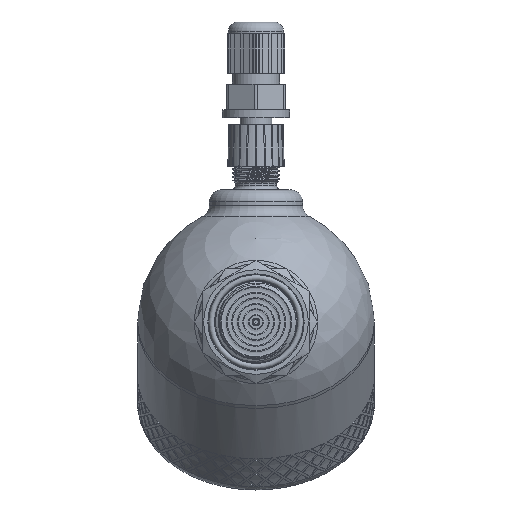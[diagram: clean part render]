
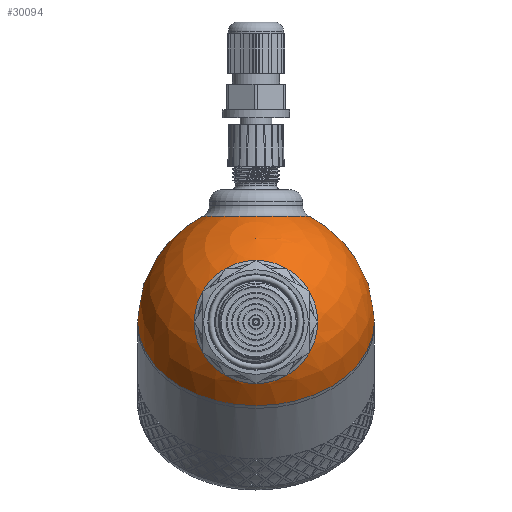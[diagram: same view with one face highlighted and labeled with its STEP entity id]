
A CAD part, left-side view. The second image highlights one B-rep face of the part: STEP entity #30094.
In plain terms, the highlighted spherical face has radius 30 mm.
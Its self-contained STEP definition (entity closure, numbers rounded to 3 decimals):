
#43=SPHERICAL_SURFACE('',#31366,30.);
#466=FACE_BOUND('',#10381,.T.);
#467=FACE_BOUND('',#10382,.T.);
#8333=FACE_OUTER_BOUND('',#10380,.T.);
#10380=EDGE_LOOP('',(#26251,#26252,#26253,#26254));
#10381=EDGE_LOOP('',(#26255));
#10382=EDGE_LOOP('',(#26256));
#11115=CIRCLE('',#31363,15.643);
#11118=CIRCLE('',#31367,30.);
#11119=CIRCLE('',#31368,30.);
#11120=CIRCLE('',#31369,30.);
#11121=CIRCLE('',#31370,13.5);
#13816=VERTEX_POINT('',#66212);
#13818=VERTEX_POINT('',#66218);
#13819=VERTEX_POINT('',#66219);
#13820=VERTEX_POINT('',#66221);
#13821=VERTEX_POINT('',#66224);
#18066=EDGE_CURVE('',#13816,#13816,#11115,.T.);
#18069=EDGE_CURVE('',#13818,#13819,#11118,.T.);
#18070=EDGE_CURVE('',#13818,#13820,#11119,.T.);
#18071=EDGE_CURVE('',#13819,#13818,#11120,.T.);
#18072=EDGE_CURVE('',#13821,#13821,#11121,.T.);
#26251=ORIENTED_EDGE('',*,*,#18069,.F.);
#26252=ORIENTED_EDGE('',*,*,#18070,.T.);
#26253=ORIENTED_EDGE('',*,*,#18070,.F.);
#26254=ORIENTED_EDGE('',*,*,#18071,.F.);
#26255=ORIENTED_EDGE('',*,*,#18066,.F.);
#26256=ORIENTED_EDGE('',*,*,#18072,.F.);
#30094=ADVANCED_FACE('',(#8333,#466,#467),#43,.T.);
#31363=AXIS2_PLACEMENT_3D('',#66213,#34314,#34315);
#31366=AXIS2_PLACEMENT_3D('',#66217,#34320,#34321);
#31367=AXIS2_PLACEMENT_3D('',#66220,#34322,#34323);
#31368=AXIS2_PLACEMENT_3D('',#66222,#34324,#34325);
#31369=AXIS2_PLACEMENT_3D('',#66223,#34326,#34327);
#31370=AXIS2_PLACEMENT_3D('',#66225,#34328,#34329);
#34314=DIRECTION('center_axis',(-0.707,0.,0.707));
#34315=DIRECTION('ref_axis',(0.707,0.,0.707));
#34320=DIRECTION('center_axis',(1.,0.,0.));
#34321=DIRECTION('ref_axis',(0.,-1.,0.));
#34322=DIRECTION('center_axis',(1.,0.,0.));
#34323=DIRECTION('ref_axis',(0.,1.,0.));
#34324=DIRECTION('center_axis',(0.,0.,1.));
#34325=DIRECTION('ref_axis',(0.,1.,0.));
#34326=DIRECTION('center_axis',(1.,0.,0.));
#34327=DIRECTION('ref_axis',(0.,1.,0.));
#34328=DIRECTION('center_axis',(-0.707,0.,-0.707));
#34329=DIRECTION('ref_axis',(-0.707,0.,0.707));
#66212=CARTESIAN_POINT('',(-29.162,0.,7.04));
#66213=CARTESIAN_POINT('Origin',(-18.101,0.,18.101));
#66217=CARTESIAN_POINT('Origin',(0.,0.,0.));
#66218=CARTESIAN_POINT('',(0.,30.,0.));
#66219=CARTESIAN_POINT('',(0.,-30.,0.));
#66220=CARTESIAN_POINT('Origin',(0.,0.,0.));
#66221=CARTESIAN_POINT('',(-30.,0.,0.));
#66222=CARTESIAN_POINT('Origin',(0.,0.,0.));
#66223=CARTESIAN_POINT('Origin',(0.,0.,0.));
#66224=CARTESIAN_POINT('',(-9.398,0.,-28.49));
#66225=CARTESIAN_POINT('Origin',(-18.944,0.,-18.944));
